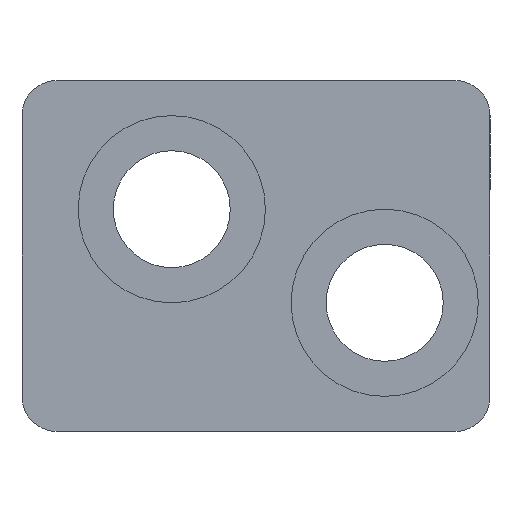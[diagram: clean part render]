
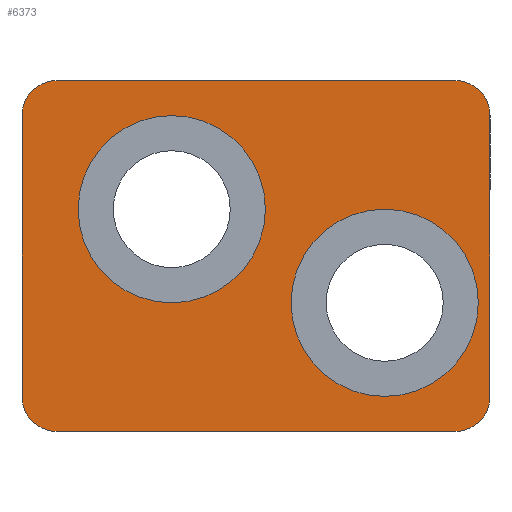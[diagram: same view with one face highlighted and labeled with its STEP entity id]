
A CAD part, left-side view. The second image highlights one B-rep face of the part: STEP entity #6373.
In plain terms, the highlighted planar face has unit normal (-1, 0, 0).
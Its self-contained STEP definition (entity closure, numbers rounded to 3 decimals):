
#435=CARTESIAN_POINT('',(-7.5,9.561,7.061));
#436=VERTEX_POINT('',#435);
#445=CARTESIAN_POINT('',(-7.5,8.5,7.5));
#446=VERTEX_POINT('',#445);
#447=CARTESIAN_POINT('',(-7.5,8.5,6.0));
#448=DIRECTION('',(1.,0.0,0.0));
#449=DIRECTION('',(0.0,0.707,0.707));
#450=AXIS2_PLACEMENT_3D('',#447,#448,#449);
#451=CIRCLE('',#450,1.5);
#452=EDGE_CURVE('',#436,#446,#451,.T.);
#479=CARTESIAN_POINT('',(-7.5,9.561,-7.061));
#480=VERTEX_POINT('',#479);
#496=CARTESIAN_POINT('',(-7.5,8.5,-7.5));
#497=VERTEX_POINT('',#496);
#504=CARTESIAN_POINT('',(-7.5,8.5,-6.));
#505=DIRECTION('',(1.,0.0,0.0));
#506=DIRECTION('',(0.0,0.707,-0.707));
#507=AXIS2_PLACEMENT_3D('',#504,#505,#506);
#508=CIRCLE('',#507,1.5);
#509=EDGE_CURVE('',#497,#480,#508,.T.);
#519=CARTESIAN_POINT('',(-7.5,-9.561,-7.061));
#520=VERTEX_POINT('',#519);
#529=CARTESIAN_POINT('',(-7.5,-8.5,-7.5));
#530=VERTEX_POINT('',#529);
#531=CARTESIAN_POINT('',(-7.5,-8.5,-6.));
#532=DIRECTION('',(1.,0.0,0.0));
#533=DIRECTION('',(0.0,-0.707,-0.707));
#534=AXIS2_PLACEMENT_3D('',#531,#532,#533);
#535=CIRCLE('',#534,1.5);
#536=EDGE_CURVE('',#520,#530,#535,.T.);
#647=CARTESIAN_POINT('',(-7.5,-9.561,7.061));
#648=VERTEX_POINT('',#647);
#664=CARTESIAN_POINT('',(-7.5,-8.5,7.5));
#665=VERTEX_POINT('',#664);
#672=CARTESIAN_POINT('',(-7.5,-8.5,6.0));
#673=DIRECTION('',(1.,0.0,0.0));
#674=DIRECTION('',(0.0,-0.707,0.707));
#675=AXIS2_PLACEMENT_3D('',#672,#673,#674);
#676=CIRCLE('',#675,1.5);
#677=EDGE_CURVE('',#665,#648,#676,.T.);
#689=CARTESIAN_POINT('',(-7.5,-0.4,2.0));
#690=VERTEX_POINT('',#689);
#706=CARTESIAN_POINT('',(-7.5,7.6,2.));
#707=VERTEX_POINT('',#706);
#714=CARTESIAN_POINT('',(-7.5,3.6,2.0));
#715=DIRECTION('',(1.0,0.0,0.0));
#716=DIRECTION('',(0.0,-1.0,0.0));
#717=AXIS2_PLACEMENT_3D('',#714,#715,#716);
#718=CIRCLE('',#717,4.0);
#719=EDGE_CURVE('',#690,#707,#718,.T.);
#731=CARTESIAN_POINT('',(-7.5,-9.5,-2.0));
#732=VERTEX_POINT('',#731);
#748=CARTESIAN_POINT('',(-7.5,-1.5,-2.0));
#749=VERTEX_POINT('',#748);
#756=CARTESIAN_POINT('',(-7.5,-5.5,-2.0));
#757=DIRECTION('',(1.0,0.0,0.0));
#758=DIRECTION('',(0.0,-1.0,0.0));
#759=AXIS2_PLACEMENT_3D('',#756,#757,#758);
#760=CIRCLE('',#759,4.0);
#761=EDGE_CURVE('',#732,#749,#760,.T.);
#5924=CARTESIAN_POINT('',(-7.5,-5.5,-2.0));
#5925=DIRECTION('',(1.0,0.0,0.0));
#5926=DIRECTION('',(0.0,-1.0,0.0));
#5927=AXIS2_PLACEMENT_3D('',#5924,#5925,#5926);
#5928=CIRCLE('',#5927,4.0);
#5929=EDGE_CURVE('',#749,#732,#5928,.T.);
#5968=CARTESIAN_POINT('',(-7.5,3.6,2.0));
#5969=DIRECTION('',(1.0,0.0,0.0));
#5970=DIRECTION('',(0.0,-1.0,0.0));
#5971=AXIS2_PLACEMENT_3D('',#5968,#5969,#5970);
#5972=CIRCLE('',#5971,4.0);
#5973=EDGE_CURVE('',#707,#690,#5972,.T.);
#6012=CARTESIAN_POINT('',(-7.5,-10.0,6.0));
#6013=VERTEX_POINT('',#6012);
#6014=CARTESIAN_POINT('',(-7.5,-8.5,6.0));
#6015=DIRECTION('',(1.,0.0,0.0));
#6016=DIRECTION('',(0.0,-0.707,0.707));
#6017=AXIS2_PLACEMENT_3D('',#6014,#6015,#6016);
#6018=CIRCLE('',#6017,1.5);
#6019=EDGE_CURVE('',#648,#6013,#6018,.T.);
#6174=CARTESIAN_POINT('',(-7.5,-10.0,-6.));
#6175=VERTEX_POINT('',#6174);
#6182=CARTESIAN_POINT('',(-7.5,-8.5,-6.));
#6183=DIRECTION('',(1.,0.0,0.0));
#6184=DIRECTION('',(0.0,-0.707,-0.707));
#6185=AXIS2_PLACEMENT_3D('',#6182,#6183,#6184);
#6186=CIRCLE('',#6185,1.5);
#6187=EDGE_CURVE('',#6175,#520,#6186,.T.);
#6206=CARTESIAN_POINT('',(-7.5,-10.0,-6.));
#6207=DIRECTION('',(0.0,0.0,1.0));
#6208=VECTOR('',#6207,12.0);
#6209=LINE('',#6206,#6208);
#6210=EDGE_CURVE('',#6175,#6013,#6209,.T.);
#6287=CARTESIAN_POINT('',(-7.5,10.0,-6.));
#6288=VERTEX_POINT('',#6287);
#6289=CARTESIAN_POINT('',(-7.5,8.5,-6.));
#6290=DIRECTION('',(1.,0.0,0.0));
#6291=DIRECTION('',(0.0,0.707,-0.707));
#6292=AXIS2_PLACEMENT_3D('',#6289,#6290,#6291);
#6293=CIRCLE('',#6292,1.5);
#6294=EDGE_CURVE('',#480,#6288,#6293,.T.);
#6312=CARTESIAN_POINT('',(-7.5,10.0,6.0));
#6313=VERTEX_POINT('',#6312);
#6314=CARTESIAN_POINT('',(-7.5,10.0,-6.));
#6315=DIRECTION('',(0.0,0.0,1.0));
#6316=VECTOR('',#6315,12.0);
#6317=LINE('',#6314,#6316);
#6318=EDGE_CURVE('',#6288,#6313,#6317,.T.);
#6330=CARTESIAN_POINT('',(-7.5,-10.0,-7.5));
#6331=DIRECTION('',(-1.0,0.0,0.0));
#6332=DIRECTION('',(0.0,0.0,1.0));
#6333=AXIS2_PLACEMENT_3D('',#6330,#6331,#6332);
#6334=PLANE('',#6333);
#6335=ORIENTED_EDGE('',*,*,#677,.F.);
#6336=CARTESIAN_POINT('',(-7.5,-8.5,7.5));
#6337=DIRECTION('',(0.0,1.0,0.0));
#6338=VECTOR('',#6337,17.);
#6339=LINE('',#6336,#6338);
#6340=EDGE_CURVE('',#665,#446,#6339,.T.);
#6341=ORIENTED_EDGE('',*,*,#6340,.T.);
#6342=ORIENTED_EDGE('',*,*,#452,.F.);
#6343=CARTESIAN_POINT('',(-7.5,8.5,6.0));
#6344=DIRECTION('',(1.,0.0,0.0));
#6345=DIRECTION('',(0.0,0.707,0.707));
#6346=AXIS2_PLACEMENT_3D('',#6343,#6344,#6345);
#6347=CIRCLE('',#6346,1.5);
#6348=EDGE_CURVE('',#6313,#436,#6347,.T.);
#6349=ORIENTED_EDGE('',*,*,#6348,.F.);
#6350=ORIENTED_EDGE('',*,*,#6318,.F.);
#6351=ORIENTED_EDGE('',*,*,#6294,.F.);
#6352=ORIENTED_EDGE('',*,*,#509,.F.);
#6353=CARTESIAN_POINT('',(-7.5,8.5,-7.5));
#6354=DIRECTION('',(0.0,-1.0,0.0));
#6355=VECTOR('',#6354,17.);
#6356=LINE('',#6353,#6355);
#6357=EDGE_CURVE('',#497,#530,#6356,.T.);
#6358=ORIENTED_EDGE('',*,*,#6357,.T.);
#6359=ORIENTED_EDGE('',*,*,#536,.F.);
#6360=ORIENTED_EDGE('',*,*,#6187,.F.);
#6361=ORIENTED_EDGE('',*,*,#6210,.T.);
#6362=ORIENTED_EDGE('',*,*,#6019,.F.);
#6363=EDGE_LOOP('',(#6335,#6341,#6342,#6349,#6350,#6351,#6352,#6358,#6359,#6360,#6361,#6362));
#6364=FACE_OUTER_BOUND('',#6363,.T.);
#6365=ORIENTED_EDGE('',*,*,#761,.T.);
#6366=ORIENTED_EDGE('',*,*,#5929,.T.);
#6367=EDGE_LOOP('',(#6365,#6366));
#6368=FACE_BOUND('',#6367,.T.);
#6369=ORIENTED_EDGE('',*,*,#719,.T.);
#6370=ORIENTED_EDGE('',*,*,#5973,.T.);
#6371=EDGE_LOOP('',(#6369,#6370));
#6372=FACE_BOUND('',#6371,.T.);
#6373=ADVANCED_FACE('',(#6364,#6368,#6372),#6334,.T.);
